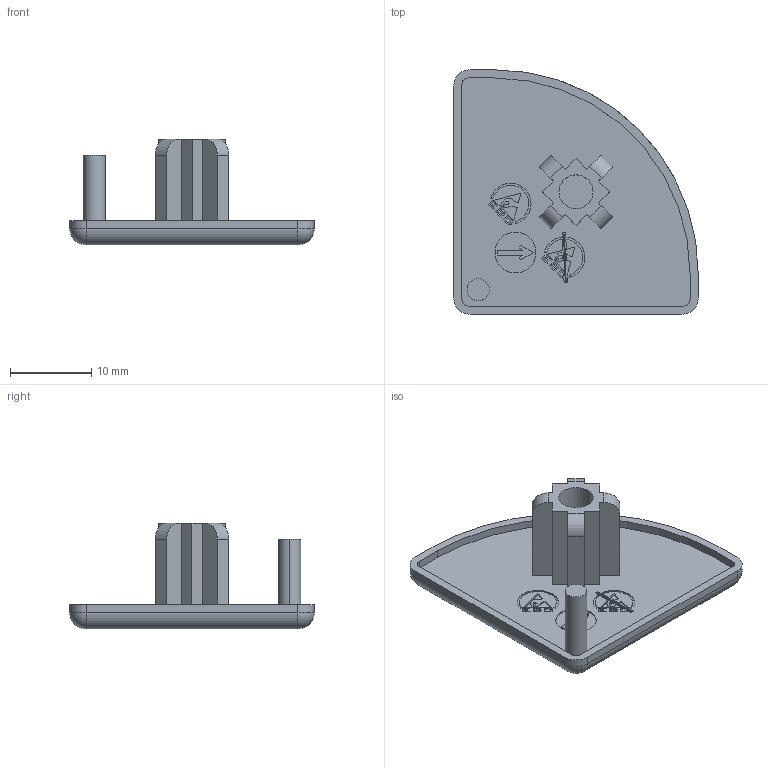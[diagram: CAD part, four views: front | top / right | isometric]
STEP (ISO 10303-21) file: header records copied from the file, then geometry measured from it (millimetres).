
FILE_DESCRIPTION (( 'STEP AP214' ), '1' );
FILE_NAME ('091344.STEP', '2015-12-15T09:31:55', ( '' ), ( '' ), 'SwSTEP 2.0', 'SolidWorks 2015', '' );
FILE_SCHEMA (( 'AUTOMOTIVE_DESIGN' ));
Length unit declared in the file: millimetre
Products named in the file (1): 091344
Bounding box: 30 x 30 x 13 mm (x, y, z)
Volume: 2016.4 mm3; surface area: 2567.4 mm2
Topology: 1 solids, 1 shells, 283 faces, 781 edges, 515 vertices
Faces by surface type: plane 243, cylinder 32, bspline 4, sphere 3, torus 1
Entity records: 8907 total; most frequent: CARTESIAN_POINT 1629, ORIENTED_EDGE 1556, DIRECTION 1395, EDGE_CURVE 778, LINE 705, VECTOR 705, VERTEX_POINT 515, AXIS2_PLACEMENT_3D 345
